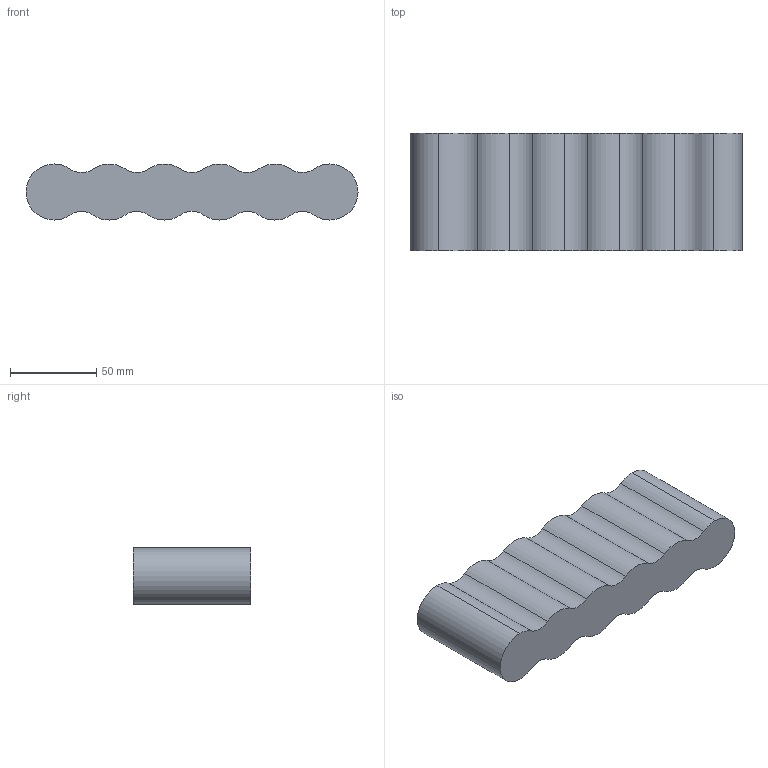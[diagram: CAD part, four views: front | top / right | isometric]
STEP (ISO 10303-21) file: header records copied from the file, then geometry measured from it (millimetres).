
FILE_DESCRIPTION (( 'STEP AP214' ), '1' );
FILE_NAME ('Battery_6x1_5000mAh.STEP', '2020-09-21T19:07:34', ( '' ), ( '' ), 'SwSTEP 2.0', 'SolidWorks 2018', '' );
FILE_SCHEMA (( 'AUTOMOTIVE_DESIGN' ));
Length unit declared in the file: millimetre
Products named in the file (1): Battery_6x1_5000mAh
Bounding box: 192.5 x 68 x 32.5 mm (x, y, z)
Volume: 358878.6 mm3; surface area: 40630.7 mm2
Topology: 1 solids, 1 shells, 35 faces, 99 edges, 66 vertices
Faces by surface type: cylinder 33, plane 2
Entity records: 1213 total; most frequent: DIRECTION 237, CARTESIAN_POINT 201, ORIENTED_EDGE 198, AXIS2_PLACEMENT_3D 102, EDGE_CURVE 99, CIRCLE 66, VERTEX_POINT 66, EDGE_LOOP 35
